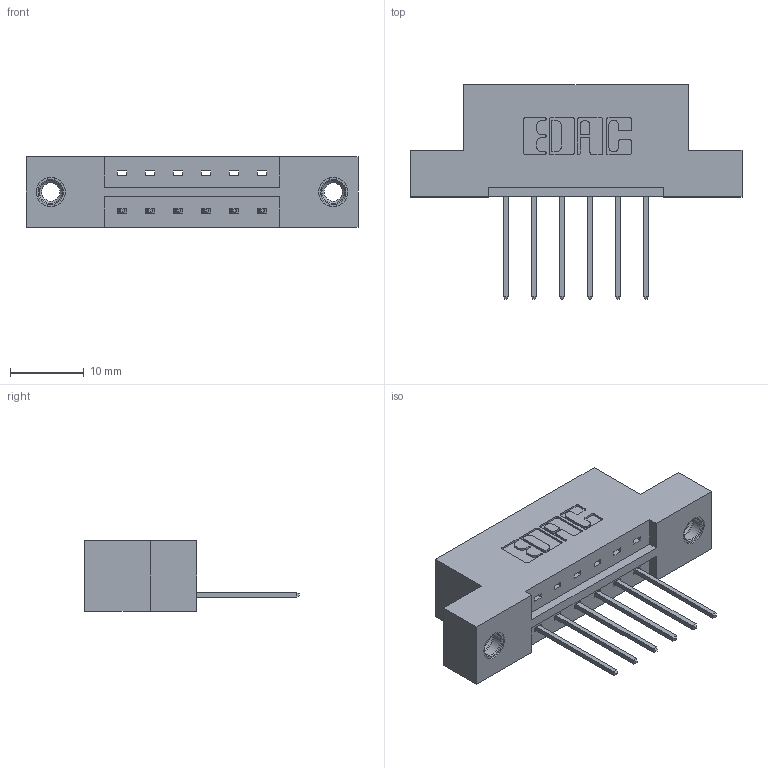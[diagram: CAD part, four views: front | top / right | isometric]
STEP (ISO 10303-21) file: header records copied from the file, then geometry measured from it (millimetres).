
FILE_DESCRIPTION (( 'STEP AP203' ), '1' );
FILE_NAME ('379-006-540-107.STEP', '2020-02-26T13:53:37', ( '' ), ( '' ), 'SwSTEP 2.0', 'SolidWorks 2016', '' );
FILE_SCHEMA (( 'CONFIG_CONTROL_DESIGN' ));
Length unit declared in the file: inch
Products named in the file (4): 345-292-001_345-293-140; 379-006-540-107; 345-250-001_345-250-005-103; 379 Part_Flush - .156 Dia - TI
Assembly tree (9 placements, depth 2):
  379-006-540-107
    379 Part_Flush - .156 Dia - TI
    345-292-001_345-293-140  x6
    345-250-001_345-250-005-103  x2
Bounding box: 45.09 x 29.13 x 9.53 mm (x, y, z)
Volume: 4302.9 mm3; surface area: 4324.3 mm2
Topology: 9 solids, 9 shells, 522 faces, 1503 edges, 986 vertices
Faces by surface type: plane 354, cylinder 152, cone 12, torus 4
Entity records: 9528 total; most frequent: CARTESIAN_POINT 1631, ORIENTED_EDGE 1566, DIRECTION 1481, EDGE_CURVE 783, LINE 635, VECTOR 635, VERTEX_POINT 516, AXIS2_PLACEMENT_3D 423
